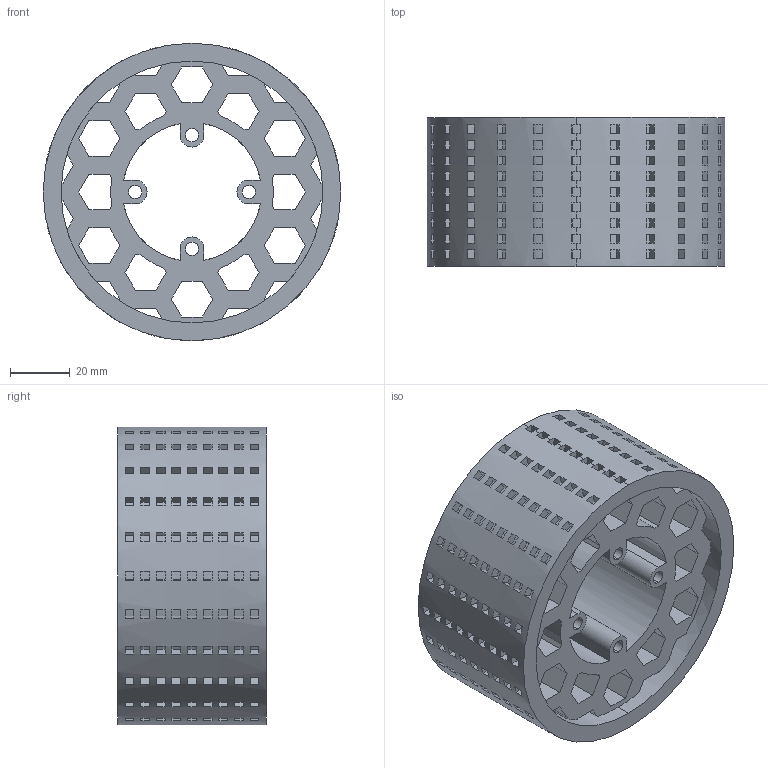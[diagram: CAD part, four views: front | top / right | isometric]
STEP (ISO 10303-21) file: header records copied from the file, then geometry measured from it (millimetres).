
FILE_DESCRIPTION (( 'STEP AP214' ), '1' );
FILE_NAME ('MiniRover Rubber_Wheel_Rim 3D Print.STEP', '2025-11-16T23:18:18', ( '' ), ( '' ), 'SwSTEP 2.0', 'SolidWorks 2025', '' );
FILE_SCHEMA (( 'AUTOMOTIVE_DESIGN' ));
Length unit declared in the file: millimetre
Products named in the file (1): MiniRover Rubber_Wheel_Rim 3D Print
Bounding box: 100 x 50 x 100 mm (x, y, z)
Volume: 196284.2 mm3; surface area: 73548.3 mm2
Topology: 1 solids, 1 shells, 1238 faces, 3150 edges, 2100 vertices
Faces by surface type: plane 988, cylinder 250
Entity records: 37677 total; most frequent: DIRECTION 6632, CARTESIAN_POINT 6489, ORIENTED_EDGE 6300, EDGE_CURVE 3150, AXIS2_PLACEMENT_3D 2243, LINE 2146, VECTOR 2146, VERTEX_POINT 2100
